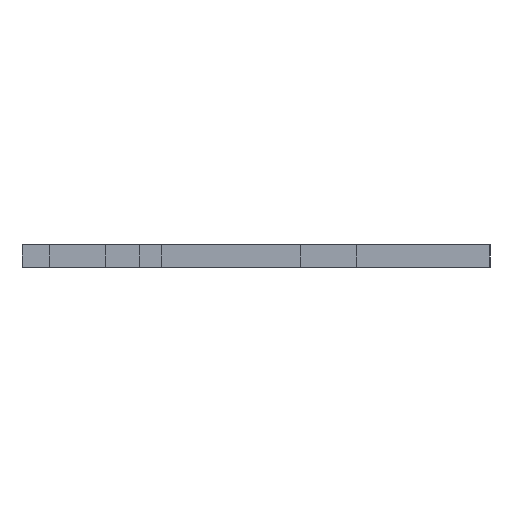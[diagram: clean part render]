
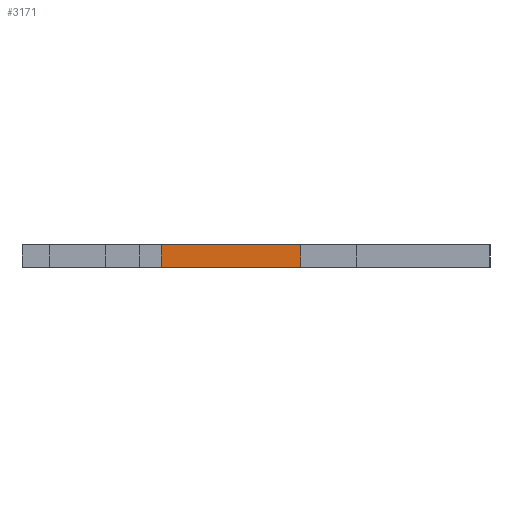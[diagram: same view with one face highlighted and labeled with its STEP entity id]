
A CAD part, left-side view. The second image highlights one B-rep face of the part: STEP entity #3171.
In plain terms, the highlighted planar face has unit normal (-1, 0, 0).
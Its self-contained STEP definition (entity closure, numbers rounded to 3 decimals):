
#87=FACE_OUTER_BOUND('',#260,.T.);
#260=EDGE_LOOP('',(#2355,#2356,#2357,#2358));
#486=LINE('',#4403,#942);
#628=LINE('',#4688,#1084);
#629=LINE('',#4689,#1085);
#630=LINE('',#4690,#1086);
#942=VECTOR('',#3568,10.);
#1084=VECTOR('',#3760,10.);
#1085=VECTOR('',#3761,10.);
#1086=VECTOR('',#3762,10.);
#1389=VERTEX_POINT('',#4400);
#1390=VERTEX_POINT('',#4402);
#1507=VERTEX_POINT('',#4686);
#1508=VERTEX_POINT('',#4687);
#1702=EDGE_CURVE('',#1389,#1390,#486,.T.);
#1844=EDGE_CURVE('',#1507,#1508,#628,.T.);
#1845=EDGE_CURVE('',#1390,#1507,#629,.T.);
#1846=EDGE_CURVE('',#1508,#1389,#630,.T.);
#2355=ORIENTED_EDGE('',*,*,#1844,.F.);
#2356=ORIENTED_EDGE('',*,*,#1845,.F.);
#2357=ORIENTED_EDGE('',*,*,#1702,.F.);
#2358=ORIENTED_EDGE('',*,*,#1846,.F.);
#3017=PLANE('',#3339);
#3171=ADVANCED_FACE('',(#87),#3017,.F.);
#3339=AXIS2_PLACEMENT_3D('',#4685,#3758,#3759);
#3568=DIRECTION('',(0.,1.,0.));
#3758=DIRECTION('center_axis',(1.,0.,0.));
#3759=DIRECTION('ref_axis',(0.,-1.,0.));
#3760=DIRECTION('',(0.,-1.,0.));
#3761=DIRECTION('',(0.,0.,1.));
#3762=DIRECTION('',(0.,0.,-1.));
#4400=CARTESIAN_POINT('',(-271.5,-50.,-37.5));
#4402=CARTESIAN_POINT('',(-271.5,-25.,-37.5));
#4403=CARTESIAN_POINT('',(-271.5,-40.465,-37.5));
#4685=CARTESIAN_POINT('Origin',(-271.5,3.07,188.5));
#4686=CARTESIAN_POINT('',(-271.5,-25.,-33.5));
#4687=CARTESIAN_POINT('',(-271.5,-50.,-33.5));
#4688=CARTESIAN_POINT('',(-271.5,-19.715,-33.5));
#4689=CARTESIAN_POINT('',(-271.5,-25.,76.25));
#4690=CARTESIAN_POINT('',(-271.5,-50.,76.25));
